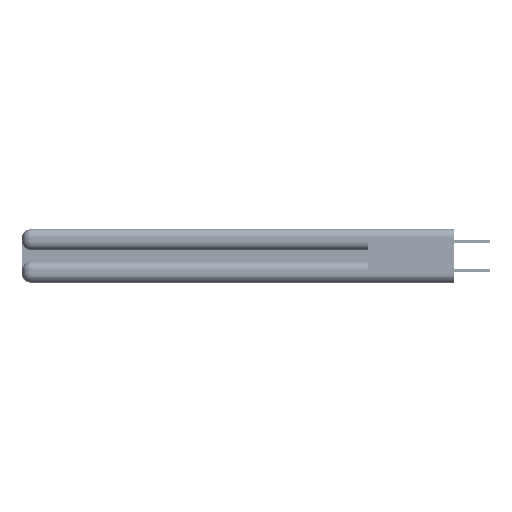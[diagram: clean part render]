
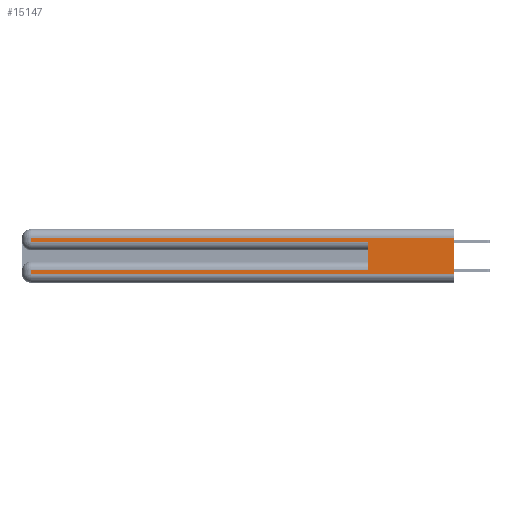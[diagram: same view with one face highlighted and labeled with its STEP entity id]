
A CAD part, left-side view. The second image highlights one B-rep face of the part: STEP entity #15147.
In plain terms, the highlighted planar face has unit normal (-1, 0, 0).
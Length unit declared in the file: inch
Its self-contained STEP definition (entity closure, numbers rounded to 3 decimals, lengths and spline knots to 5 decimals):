
#192 = ORIENTED_EDGE ( 'NONE', *, *, #18468, .T. ) ;
#207 = DIRECTION ( 'NONE',  ( 1., 0., 0. ) ) ;
#649 = EDGE_CURVE ( 'NONE', #10985, #3896, #27670, .T. ) ;
#1444 = CARTESIAN_POINT ( 'NONE',  ( 0., 0., 0.31 ) ) ;
#2277 = PLANE ( 'NONE',  #13990 ) ;
#3685 = CARTESIAN_POINT ( 'NONE',  ( 0., 2.94, 0.285 ) ) ;
#3896 = VERTEX_POINT ( 'NONE', #39168 ) ;
#4038 = EDGE_CURVE ( 'NONE', #37048, #7009, #29396, .T. ) ;
#4118 = CARTESIAN_POINT ( 'NONE',  ( 0., 0.6, 0.145 ) ) ;
#4135 = LINE ( 'NONE', #21557, #33424 ) ;
#6385 = VECTOR ( 'NONE', #22278, 39.37008 ) ;
#6997 = CARTESIAN_POINT ( 'NONE',  ( 0., 0., 0.31 ) ) ;
#7009 = VERTEX_POINT ( 'NONE', #8964 ) ;
#7322 = EDGE_LOOP ( 'NONE', ( #35203, #20925, #38053, #32334, #23686, #36734, #27780, #192 ) ) ;
#8330 = CARTESIAN_POINT ( 'NONE',  ( 0., 2.94, 0.37 ) ) ;
#8949 = VERTEX_POINT ( 'NONE', #42635 ) ;
#8964 = CARTESIAN_POINT ( 'NONE',  ( 0., 0., 0.06 ) ) ;
#10333 = CARTESIAN_POINT ( 'NONE',  ( 0., 0.6, 0.085 ) ) ;
#10985 = VERTEX_POINT ( 'NONE', #21234 ) ;
#11032 = CARTESIAN_POINT ( 'NONE',  ( 0., 0., 0.06 ) ) ;
#13990 = AXIS2_PLACEMENT_3D ( 'NONE', #32225, #207, #41164 ) ;
#14292 = VECTOR ( 'NONE', #44608, 39.37008 ) ;
#14814 = LINE ( 'NONE', #31285, #43510 ) ;
#15002 = LINE ( 'NONE', #11032, #30148 ) ;
#15147 = ADVANCED_FACE ( 'NONE', ( #28041 ), #2277, .F. ) ;
#17605 = VERTEX_POINT ( 'NONE', #10333 ) ;
#18468 = EDGE_CURVE ( 'NONE', #3896, #7009, #15002, .T. ) ;
#19445 = EDGE_CURVE ( 'NONE', #37048, #8949, #22525, .T. ) ;
#20302 = DIRECTION ( 'NONE',  ( 0., -1., 0. ) ) ;
#20440 = EDGE_CURVE ( 'NONE', #38030, #44382, #14814, .T. ) ;
#20925 = ORIENTED_EDGE ( 'NONE', *, *, #19445, .T. ) ;
#20981 = EDGE_CURVE ( 'NONE', #8949, #38030, #42280, .T. ) ;
#21234 = CARTESIAN_POINT ( 'NONE',  ( 0., 2.94, 0.085 ) ) ;
#21557 = CARTESIAN_POINT ( 'NONE',  ( 0., 0., 0.085 ) ) ;
#22278 = DIRECTION ( 'NONE',  ( 0., 0., 1. ) ) ;
#22485 = EDGE_CURVE ( 'NONE', #17605, #44382, #23426, .T. ) ;
#22525 = LINE ( 'NONE', #6997, #14292 ) ;
#23426 = LINE ( 'NONE', #4118, #6385 ) ;
#23558 = VECTOR ( 'NONE', #38081, 39.37008 ) ;
#23686 = ORIENTED_EDGE ( 'NONE', *, *, #22485, .F. ) ;
#25654 = DIRECTION ( 'NONE',  ( 0., 1., 0. ) ) ;
#27670 = LINE ( 'NONE', #32272, #48203 ) ;
#27780 = ORIENTED_EDGE ( 'NONE', *, *, #649, .T. ) ;
#28041 = FACE_OUTER_BOUND ( 'NONE', #7322, .T. ) ;
#29396 = LINE ( 'NONE', #32460, #48156 ) ;
#30148 = VECTOR ( 'NONE', #37190, 39.37008 ) ;
#31285 = CARTESIAN_POINT ( 'NONE',  ( 0., 0., 0.285 ) ) ;
#32225 = CARTESIAN_POINT ( 'NONE',  ( 0., 0., 0.37 ) ) ;
#32272 = CARTESIAN_POINT ( 'NONE',  ( 0., 2.94, 0.37 ) ) ;
#32334 = ORIENTED_EDGE ( 'NONE', *, *, #20440, .T. ) ;
#32460 = CARTESIAN_POINT ( 'NONE',  ( 0., 0., 0.37 ) ) ;
#33424 = VECTOR ( 'NONE', #25654, 39.37008 ) ;
#35203 = ORIENTED_EDGE ( 'NONE', *, *, #4038, .F. ) ;
#36734 = ORIENTED_EDGE ( 'NONE', *, *, #40452, .T. ) ;
#37048 = VERTEX_POINT ( 'NONE', #1444 ) ;
#37190 = DIRECTION ( 'NONE',  ( 0., -1., 0. ) ) ;
#38030 = VERTEX_POINT ( 'NONE', #3685 ) ;
#38053 = ORIENTED_EDGE ( 'NONE', *, *, #20981, .T. ) ;
#38081 = DIRECTION ( 'NONE',  ( 0., 0., -1. ) ) ;
#39168 = CARTESIAN_POINT ( 'NONE',  ( 0., 2.94, 0.06 ) ) ;
#40452 = EDGE_CURVE ( 'NONE', #17605, #10985, #4135, .T. ) ;
#41164 = DIRECTION ( 'NONE',  ( 0., 0., -1. ) ) ;
#42280 = LINE ( 'NONE', #8330, #23558 ) ;
#42635 = CARTESIAN_POINT ( 'NONE',  ( 0., 2.94, 0.31 ) ) ;
#42754 = DIRECTION ( 'NONE',  ( 0., 0., -1. ) ) ;
#43510 = VECTOR ( 'NONE', #20302, 39.37008 ) ;
#44382 = VERTEX_POINT ( 'NONE', #44538 ) ;
#44538 = CARTESIAN_POINT ( 'NONE',  ( 0., 0.6, 0.285 ) ) ;
#44608 = DIRECTION ( 'NONE',  ( 0., 1., 0. ) ) ;
#47678 = DIRECTION ( 'NONE',  ( 0., 0., -1. ) ) ;
#48156 = VECTOR ( 'NONE', #47678, 39.37008 ) ;
#48203 = VECTOR ( 'NONE', #42754, 39.37008 ) ;
